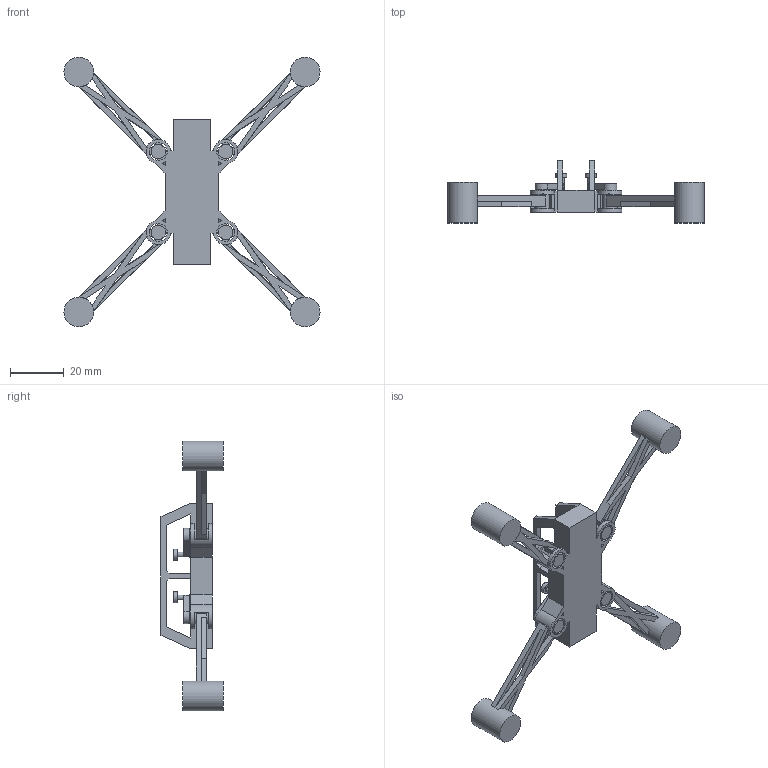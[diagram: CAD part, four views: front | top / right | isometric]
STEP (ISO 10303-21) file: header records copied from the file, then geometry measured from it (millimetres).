
FILE_DESCRIPTION(/* description */ (''),/* implementation_level */ '2;1');
FILE_NAME(/* name */ '4d8e7663-53cf-4d61-80bd-1474b0402872.stp',/* time_stamp */ '2021-12-10T13:39:53+00:00',/* author */ (''),/* organization */ (''),/* preprocessor_version */ 'ST-DEVELOPER v18.1',/* originating_system */ 'Autodesk Translation Framework v10.10.0.1391',/* authorisation */ '');
FILE_SCHEMA (('AUTOMOTIVE_DESIGN { 1 0 10303 214 3 1 1 }'));
Length unit declared in the file: millimetre
Products named in the file (6): Drone Module; FR Arm; FL Arm; RR Arm; RL Arm (1); Drone Body
Assembly tree (5 placements, depth 2):
  Drone Module
    FR Arm
    FL Arm
    RR Arm
    RL Arm (1)
    Drone Body
Bounding box: 94.99 x 23 x 99.99 mm (x, y, z)
Volume: 17915.8 mm3; surface area: 13377.7 mm2
Topology: 5 solids, 5 shells, 239 faces, 723 edges, 460 vertices
Faces by surface type: plane 200, cylinder 39
Full cylindrical faces by diameter (mm): 2 x4, 4 x4, 5.3 x4, 6.6 x4, 11 x4
Entity records: 8336 total; most frequent: ORIENTED_EDGE 1446, CARTESIAN_POINT 1433, DIRECTION 1394, EDGE_CURVE 723, LINE 552, VECTOR 552, VERTEX_POINT 460, AXIS2_PLACEMENT_3D 421
